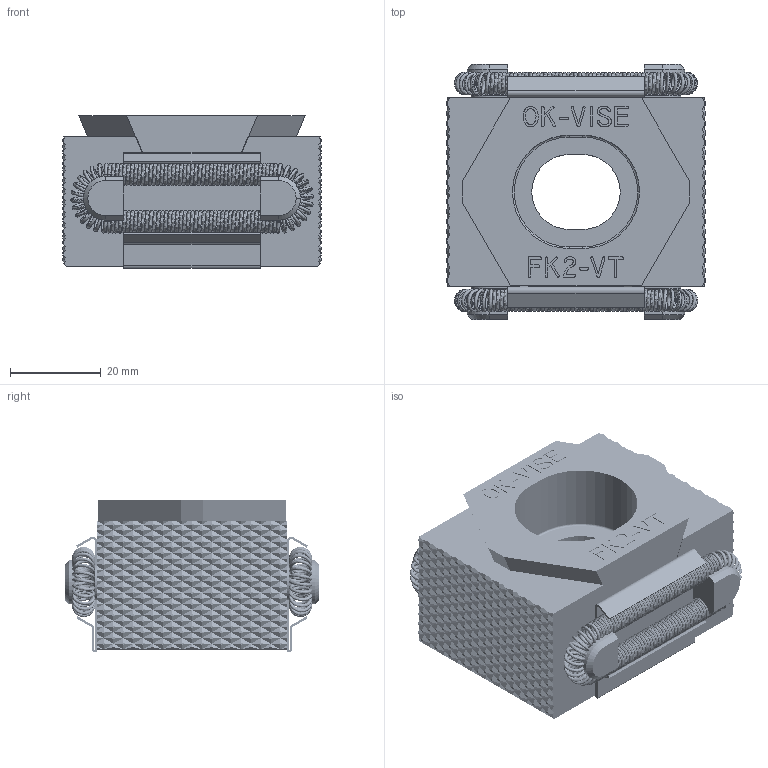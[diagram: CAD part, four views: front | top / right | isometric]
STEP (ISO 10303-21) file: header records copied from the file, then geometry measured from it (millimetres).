
FILE_DESCRIPTION (( 'STEP AP214' ), '1' );
FILE_NAME ('Jergens_FK2-VT.step', '2018-04-10T19:07:51', ( '' ), ( '' ), 'SwSTEP 2.0', 'SolidWorks 2018', '' );
FILE_SCHEMA (( 'AUTOMOTIVE_DESIGN' ));
Length unit declared in the file: millimetre
Products named in the file (4): PLFK2-VT.step; KIFK2-VT.step; Jergens_FK2-VT; SIF-SPRING FK2.step
Assembly tree (5 placements, depth 2):
  Jergens_FK2-VT
    KIFK2-VT.step
    PLFK2-VT.step  x2
    SIF-SPRING FK2.step  x2
Bounding box: 57 x 56.2 x 33.68 mm (x, y, z)
Volume: 60338.4 mm3; surface area: 30687.8 mm2
Topology: 13 solids, 13 shells, 2663 faces, 5704 edges, 3086 vertices
Faces by surface type: plane 2440, bspline 148, cylinder 54, torus 15, cone 6
Entity records: 54677 total; most frequent: CARTESIAN_POINT 24533, ORIENTED_EDGE 6300, DIRECTION 5609, EDGE_CURVE 3150, LINE 2795, VECTOR 2795, VERTEX_POINT 1741, EDGE_LOOP 1459
